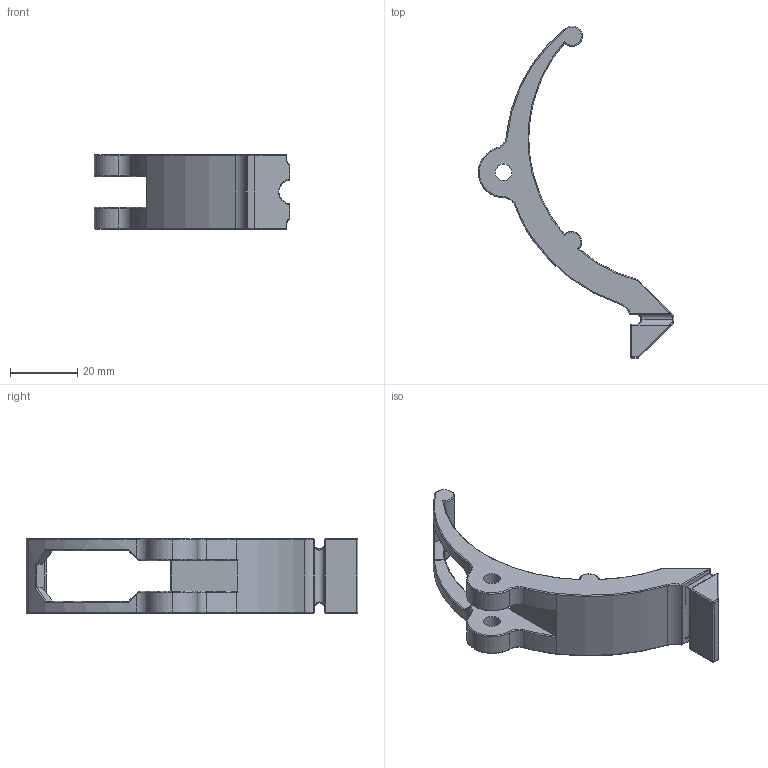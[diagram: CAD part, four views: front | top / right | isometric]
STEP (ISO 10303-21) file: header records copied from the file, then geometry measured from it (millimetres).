
FILE_DESCRIPTION (( 'STEP AP203' ), '1' );
FILE_NAME ('W0003510-004-middle intake R 81.STEP', '2024-05-27T12:23:13', ( '' ), ( '' ), 'SwSTEP 2.0', 'SolidWorks 2024', '' );
FILE_SCHEMA (( 'CONFIG_CONTROL_DESIGN' ));
Length unit declared in the file: millimetre
Products named in the file (1): W0003510-004-middle intake R 81
Bounding box: 58 x 98.37 x 22 mm (x, y, z)
Volume: 16635 mm3; surface area: 7753.5 mm2
Topology: 1 solids, 1 shells, 181 faces, 443 edges, 244 vertices
Faces by surface type: cylinder 62, torus 41, bspline 29, plane 24, sphere 23, cone 2
Entity records: 6104 total; most frequent: CARTESIAN_POINT 2097, ORIENTED_EDGE 850, DIRECTION 846, EDGE_CURVE 425, AXIS2_PLACEMENT_3D 368, VERTEX_POINT 244, CIRCLE 215, EDGE_LOOP 185
